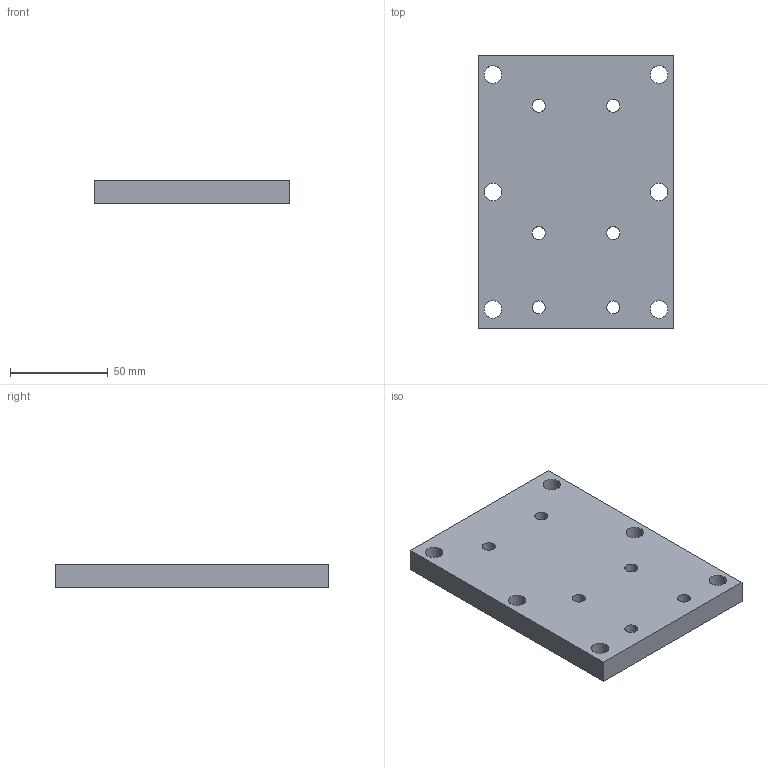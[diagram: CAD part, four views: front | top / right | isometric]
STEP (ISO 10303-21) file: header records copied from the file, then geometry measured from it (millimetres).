
FILE_DESCRIPTION (( 'STEP AP203' ), '1' );
FILE_NAME ('55折返后法兰安装板.STEP', '2022-10-22T01:31:44', ( 'w530' ), ( '' ), 'SwSTEP 2.0', 'SolidWorks 2018', '' );
FILE_SCHEMA (( 'CONFIG_CONTROL_DESIGN' ));
Length unit declared in the file: millimetre
Products named in the file (1): 55折返后法兰安装板
Bounding box: 100 x 140 x 12 mm (x, y, z)
Volume: 158474.8 mm3; surface area: 36678.7 mm2
Topology: 1 solids, 1 shells, 48 faces, 120 edges, 80 vertices
Faces by surface type: cylinder 36, plane 12
Entity records: 1601 total; most frequent: DIRECTION 290, CARTESIAN_POINT 249, ORIENTED_EDGE 240, AXIS2_PLACEMENT_3D 121, EDGE_CURVE 120, VERTEX_POINT 80, EDGE_LOOP 78, CIRCLE 72
